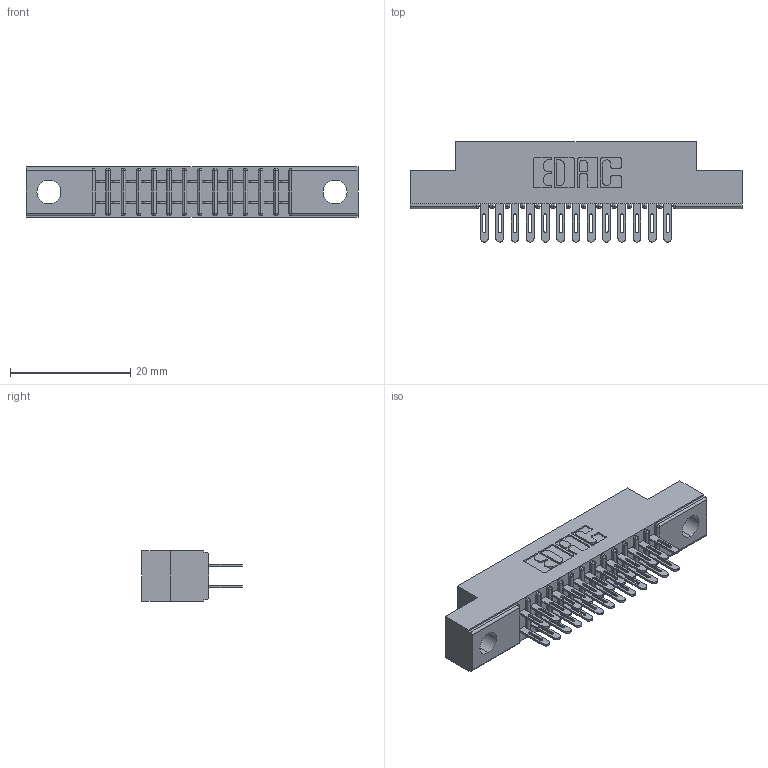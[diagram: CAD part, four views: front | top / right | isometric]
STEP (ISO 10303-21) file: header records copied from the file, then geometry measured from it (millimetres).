
FILE_DESCRIPTION (( 'STEP AP203' ), '1' );
FILE_NAME ('341-026-500-204.STEP', '2018-08-06T18:30:48', ( '' ), ( '' ), 'SwSTEP 2.0', 'SolidWorks 2016', '' );
FILE_SCHEMA (( 'CONFIG_CONTROL_DESIGN' ));
Length unit declared in the file: inch
Products named in the file (3): 341-026-500-204; 341 Part_.156 (3.96) Dia Mounting Holes; 341-292-001_341-292-100
Assembly tree (27 placements, depth 2):
  341-026-500-204
    341 Part_.156 (3.96) Dia Mounting Holes
    341-292-001_341-292-100  x26
Bounding box: 55.24 x 16.69 x 8.38 mm (x, y, z)
Volume: 3097.3 mm3; surface area: 6022.4 mm2
Topology: 27 solids, 27 shells, 1846 faces, 5331 edges, 3454 vertices
Faces by surface type: plane 1070, cylinder 724, sphere 28, torus 24
Entity records: 20022 total; most frequent: CARTESIAN_POINT 3333, ORIENTED_EDGE 3306, DIRECTION 3251, EDGE_CURVE 1653, LINE 1307, VECTOR 1307, VERTEX_POINT 1054, AXIS2_PLACEMENT_3D 972
